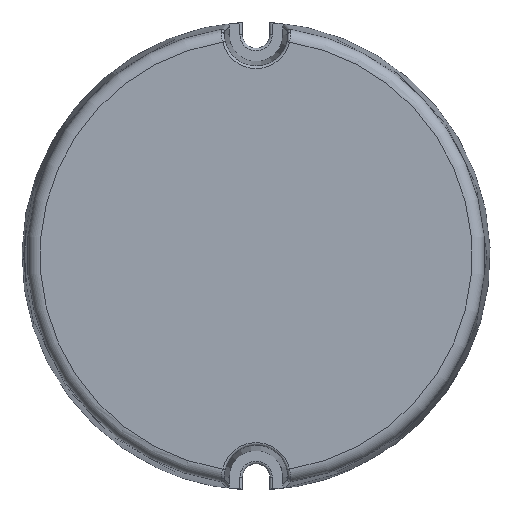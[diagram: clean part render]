
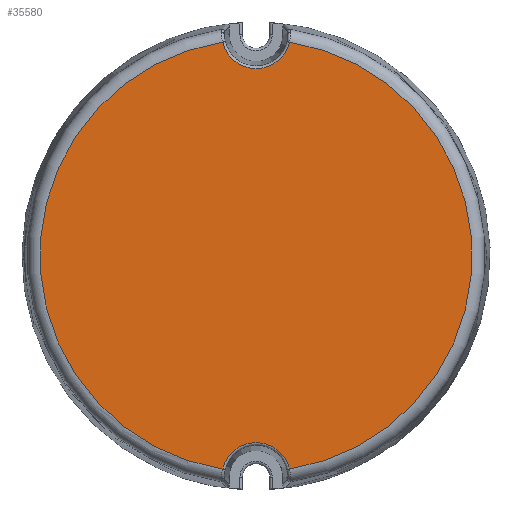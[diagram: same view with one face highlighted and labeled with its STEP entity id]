
A CAD part, top view. The second image highlights one B-rep face of the part: STEP entity #35580.
In plain terms, the highlighted face is planar.
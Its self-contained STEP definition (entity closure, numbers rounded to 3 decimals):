
#20140=CARTESIAN_POINT('',(-25.079,3.925,
-25.));
#20150=VERTEX_POINT('',#20140);
#20350=CARTESIAN_POINT('',(-25.079,-3.925,
-25.));
#20360=VERTEX_POINT('',#20350);
#20390=CARTESIAN_POINT('',(-26.,0.,-25.));
#20400=DIRECTION('',(0.,0.,-1.));
#20410=DIRECTION('',(0.228,0.974,0.));
#20420=AXIS2_PLACEMENT_3D('',#20390,#20400,#20410);
#20430=CIRCLE('',#20420,4.031);
#20440=EDGE_CURVE('',#20150,#20360,#20430,.T.);
#32740=CARTESIAN_POINT('',(25.079,-3.925,-25.));
#32750=VERTEX_POINT('',#32740);
#32780=CARTESIAN_POINT('',(0.,0.,-25.));
#32790=DIRECTION('',(0.,0.,1.));
#32800=DIRECTION('',(-0.988,-0.155,0.));
#32810=AXIS2_PLACEMENT_3D('',#32780,#32790,#32800);
#32820=CIRCLE('',#32810,25.384);
#32830=EDGE_CURVE('',#20360,#32750,#32820,.T.);
#35330=CARTESIAN_POINT('',(0.,0.,-25.));
#35340=DIRECTION('',(0.,0.,1.));
#35350=DIRECTION('',(-1.,0.,0.));
#35360=AXIS2_PLACEMENT_3D('',#35330,#35340,#35350);
#35370=PLANE('',#35360);
#35380=ORIENTED_EDGE('',*,*,#32830,.F.);
#35390=CARTESIAN_POINT('',(26.,0.,-25.));
#35400=DIRECTION('',(0.,0.,-1.));
#35410=DIRECTION('',(-0.228,-0.974,0.));
#35420=AXIS2_PLACEMENT_3D('',#35390,#35400,#35410);
#35430=CIRCLE('',#35420,4.031);
#35440=CARTESIAN_POINT('',(25.079,3.925,-25.));
#35450=VERTEX_POINT('',#35440);
#35460=EDGE_CURVE('',#32750,#35450,#35430,.T.);
#35470=ORIENTED_EDGE('',*,*,#35460,.F.);
#35480=CARTESIAN_POINT('',(0.,0.,-25.));
#35490=DIRECTION('',(0.,0.,1.));
#35500=DIRECTION('',(0.002,1.,0.));
#35510=AXIS2_PLACEMENT_3D('',#35480,#35490,#35500);
#35520=CIRCLE('',#35510,25.384);
#35530=EDGE_CURVE('',#35450,#20150,#35520,.T.);
#35540=ORIENTED_EDGE('',*,*,#35530,.F.);
#35550=ORIENTED_EDGE('',*,*,#20440,.F.);
#35560=EDGE_LOOP('',(#35550,#35540,#35470,#35380));
#35570=FACE_OUTER_BOUND('',#35560,.T.);
#35580=ADVANCED_FACE('',(#35570),#35370,.F.);
